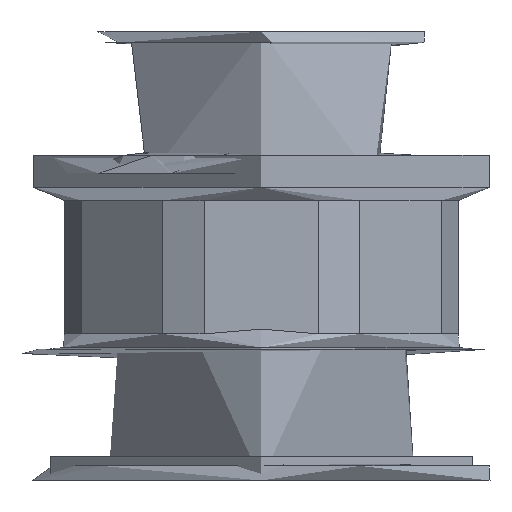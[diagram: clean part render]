
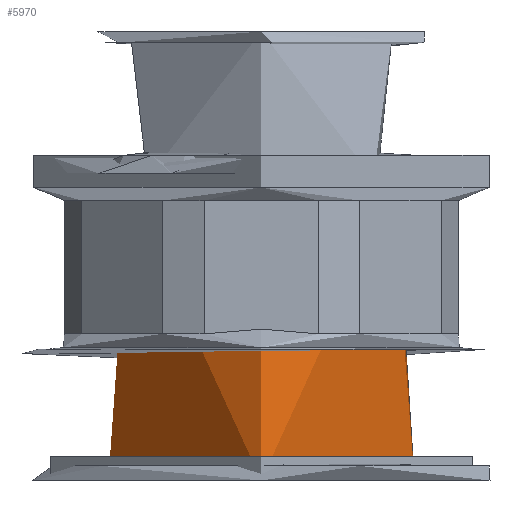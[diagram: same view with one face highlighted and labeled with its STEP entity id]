
A CAD part, left-side view. The second image highlights one B-rep face of the part: STEP entity #5970.
In plain terms, the highlighted cylindrical face has radius 21 mm (diameter 42 mm), a full revolution.
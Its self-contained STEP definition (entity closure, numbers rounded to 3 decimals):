
#696=CYLINDRICAL_SURFACE('',#6378,21.);
#767=FACE_OUTER_BOUND('',#1139,.T.);
#1139=EDGE_LOOP('',(#4631,#4632,#4633,#4634,#4635,#4636));
#1432=CIRCLE('',#6272,21.);
#1433=CIRCLE('',#6273,21.);
#1462=CIRCLE('',#6366,21.);
#1467=CIRCLE('',#6379,21.);
#1645=LINE('',#17247,#2190);
#2190=VECTOR('',#6984,21.);
#2567=VERTEX_POINT('',#7812);
#2570=VERTEX_POINT('',#7818);
#2571=VERTEX_POINT('',#7820);
#2910=VERTEX_POINT('',#15725);
#3178=EDGE_CURVE('',#2570,#2571,#1432,.T.);
#3179=EDGE_CURVE('',#2571,#2567,#1433,.T.);
#3564=EDGE_CURVE('',#2910,#2910,#1462,.T.);
#3579=EDGE_CURVE('',#2910,#2571,#1645,.T.);
#3580=EDGE_CURVE('',#2567,#2570,#1467,.T.);
#4631=ORIENTED_EDGE('',*,*,#3564,.F.);
#4632=ORIENTED_EDGE('',*,*,#3579,.T.);
#4633=ORIENTED_EDGE('',*,*,#3178,.F.);
#4634=ORIENTED_EDGE('',*,*,#3580,.F.);
#4635=ORIENTED_EDGE('',*,*,#3179,.F.);
#4636=ORIENTED_EDGE('',*,*,#3579,.F.);
#5970=ADVANCED_FACE('',(#767),#696,.F.);
#6272=AXIS2_PLACEMENT_3D('',#7821,#6603,#6604);
#6273=AXIS2_PLACEMENT_3D('',#7822,#6605,#6606);
#6366=AXIS2_PLACEMENT_3D('',#15726,#6956,#6957);
#6378=AXIS2_PLACEMENT_3D('',#17246,#6982,#6983);
#6379=AXIS2_PLACEMENT_3D('',#17248,#6985,#6986);
#6603=DIRECTION('center_axis',(0.,0.,-1.));
#6604=DIRECTION('ref_axis',(-1.,0.,0.));
#6605=DIRECTION('center_axis',(0.,0.,-1.));
#6606=DIRECTION('ref_axis',(-1.,0.,0.));
#6956=DIRECTION('center_axis',(0.,0.,1.));
#6957=DIRECTION('ref_axis',(-1.,0.,0.));
#6982=DIRECTION('center_axis',(0.,0.,1.));
#6983=DIRECTION('ref_axis',(-1.,0.,0.));
#6984=DIRECTION('',(0.,0.,1.));
#6985=DIRECTION('center_axis',(0.,0.,-1.));
#6986=DIRECTION('ref_axis',(-1.,0.,0.));
#7812=CARTESIAN_POINT('',(20.981,-0.903,39.617));
#7818=CARTESIAN_POINT('',(-21.,0.,39.617));
#7820=CARTESIAN_POINT('',(21.,0.,39.617));
#7821=CARTESIAN_POINT('Origin',(0.,0.,39.617));
#7822=CARTESIAN_POINT('Origin',(0.,0.,39.617));
#15725=CARTESIAN_POINT('',(21.,0.,0.));
#15726=CARTESIAN_POINT('Origin',(0.,0.,0.));
#17246=CARTESIAN_POINT('Origin',(0.,0.,0.));
#17247=CARTESIAN_POINT('',(21.,0.,0.));
#17248=CARTESIAN_POINT('Origin',(0.,0.,39.617));
